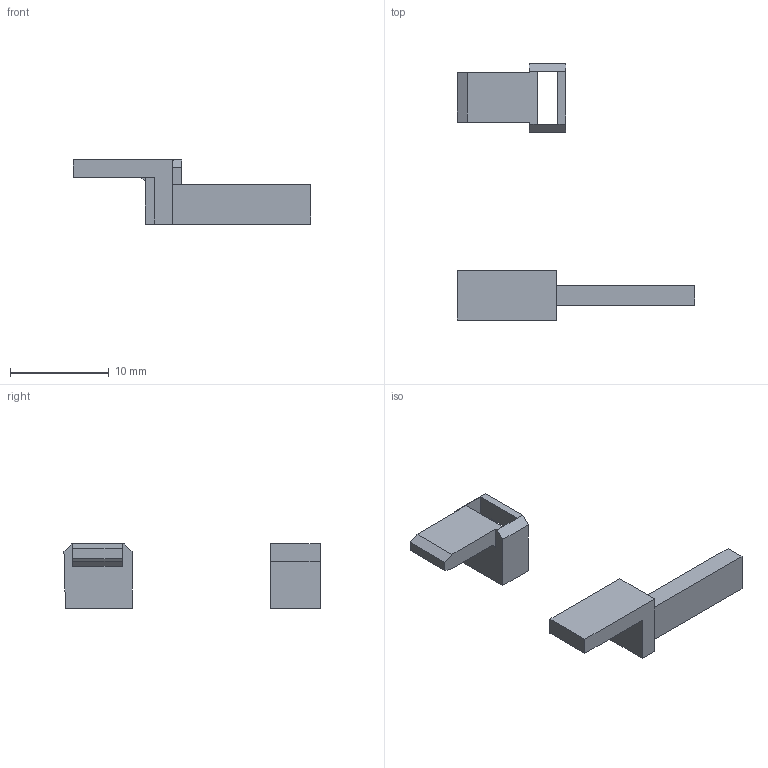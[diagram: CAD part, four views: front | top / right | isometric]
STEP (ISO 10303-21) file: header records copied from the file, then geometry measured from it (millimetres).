
FILE_DESCRIPTION(/* description */ (''),/* implementation_level */ '2;1');
FILE_NAME(/* name */ 'ibm_p70_keyboard_lock_repair.stp',/* time_stamp */ '2023-08-20T00:05:49+02:00',/* author */ (''),/* organization */ (''),/* preprocessor_version */ 'ST-DEVELOPER v15.2',/* originating_system */ 'Autodesk Translator Framework v2.0.0.5431',/* authorisation */ '');
FILE_SCHEMA (('AUTOMOTIVE_DESIGN { 1 0 10303 214 3 1 1 }'));
Length unit declared in the file: centimetre
Products named in the file (1): keyboard_sluiting_reparatie
Bounding box: 24 x 25.94 x 6.5 mm (x, y, z)
Volume: 384.8 mm3; surface area: 721.4 mm2
Topology: 2 solids, 2 shells, 34 faces, 94 edges, 62 vertices
Faces by surface type: plane 34
Entity records: 1091 total; most frequent: CARTESIAN_POINT 191, ORIENTED_EDGE 188, DIRECTION 164, LINE 94, VECTOR 94, EDGE_CURVE 94, VERTEX_POINT 62, AXIS2_PLACEMENT_3D 35
